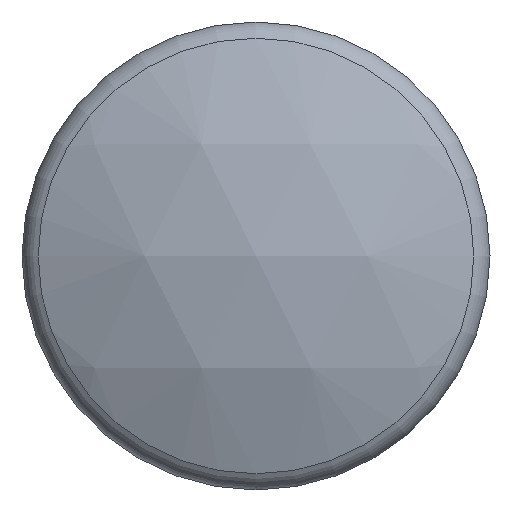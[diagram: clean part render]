
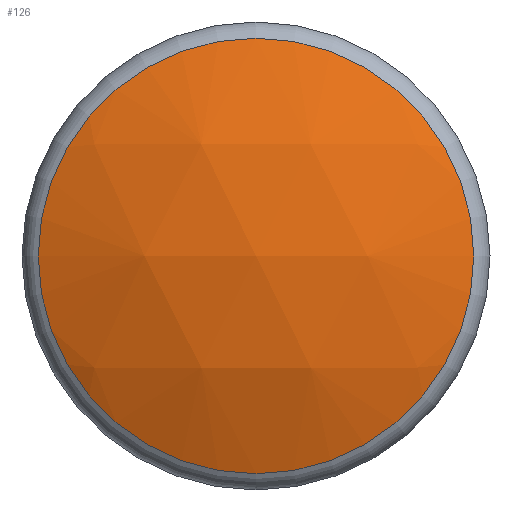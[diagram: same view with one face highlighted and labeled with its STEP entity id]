
A CAD part, left-side view. The second image highlights one B-rep face of the part: STEP entity #126.
In plain terms, the highlighted spherical face has radius 13.183 mm.
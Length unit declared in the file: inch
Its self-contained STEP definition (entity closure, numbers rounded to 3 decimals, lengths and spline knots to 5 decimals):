
#20 = DIRECTION ( 'NONE',  ( 0., 1., 0. ) ) ;
#48 = CARTESIAN_POINT ( 'NONE',  ( -0.0499, 0., 0. ) ) ;
#52 = EDGE_CURVE ( 'NONE', #368, #368, #192, .T. ) ;
#65 = CARTESIAN_POINT ( 'NONE',  ( -0.0499, 0., 0.21821 ) ) ;
#87 = DIRECTION ( 'NONE',  ( 0., 0., -1. ) ) ;
#110 = DIRECTION ( 'NONE',  ( 0., 0., 1. ) ) ;
#111 = FACE_OUTER_BOUND ( 'NONE', #135, .T. ) ;
#126 = ADVANCED_FACE ( 'NONE', ( #111 ), #226, .T. ) ;
#135 = EDGE_LOOP ( 'NONE', ( #399 ) ) ;
#183 = CARTESIAN_POINT ( 'NONE',  ( 0.421, 0., 0. ) ) ;
#192 = CIRCLE ( 'NONE', #362, 0.21821 ) ;
#226 = SPHERICAL_SURFACE ( 'NONE', #263, 0.519 ) ;
#263 = AXIS2_PLACEMENT_3D ( 'NONE', #183, #87, #20 ) ;
#280 = DIRECTION ( 'NONE',  ( -1., 0., 0. ) ) ;
#362 = AXIS2_PLACEMENT_3D ( 'NONE', #48, #280, #110 ) ;
#368 = VERTEX_POINT ( 'NONE', #65 ) ;
#399 = ORIENTED_EDGE ( 'NONE', *, *, #52, .T. ) ;
